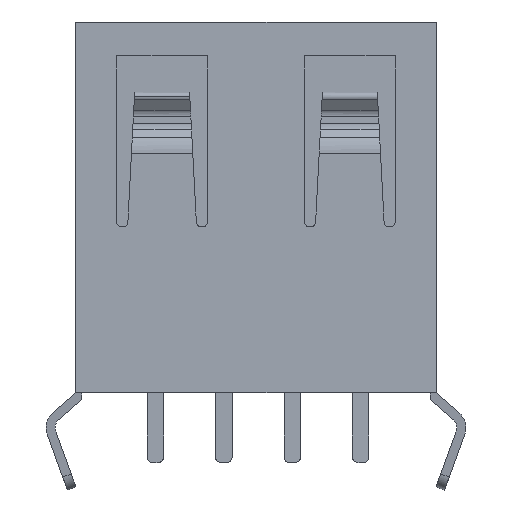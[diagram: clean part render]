
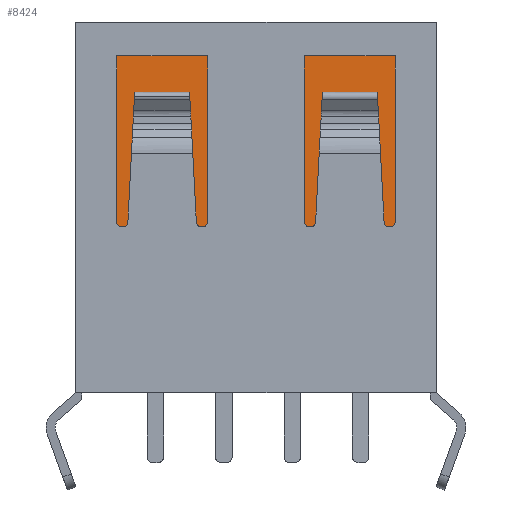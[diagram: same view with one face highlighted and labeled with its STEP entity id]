
A CAD part, front view. The second image highlights one B-rep face of the part: STEP entity #8424.
In plain terms, the highlighted planar face has unit normal (0, -1, 0).
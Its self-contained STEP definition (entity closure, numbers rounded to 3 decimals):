
#13 = ORIENTED_EDGE ( 'NONE', *, *, #7346, .T. ) ;
#332 = VERTEX_POINT ( 'NONE', #8693 ) ;
#554 = ORIENTED_EDGE ( 'NONE', *, *, #2008, .F. ) ;
#575 = VECTOR ( 'NONE', #820, 1000. ) ;
#820 = DIRECTION ( 'NONE',  ( 0., 0., -1. ) ) ;
#1069 = CARTESIAN_POINT ( 'NONE',  ( 5.328, -1.431, 17.559 ) ) ;
#1765 = VECTOR ( 'NONE', #8744, 1000. ) ;
#1794 = CARTESIAN_POINT ( 'NONE',  ( -5.36, -1.431, -4.275 ) ) ;
#1802 = EDGE_CURVE ( 'NONE', #7274, #3022, #5579, .T. ) ;
#1887 = LINE ( 'NONE', #7863, #4159 ) ;
#2008 = EDGE_CURVE ( 'NONE', #7274, #332, #1887, .T. ) ;
#2197 = EDGE_LOOP ( 'NONE', ( #554, #3023, #13, #7982 ) ) ;
#2792 = CARTESIAN_POINT ( 'NONE',  ( -5.36, -1.431, 17.559 ) ) ;
#2838 = DIRECTION ( 'NONE',  ( 0., 1., 0. ) ) ;
#3022 = VERTEX_POINT ( 'NONE', #1794 ) ;
#3023 = ORIENTED_EDGE ( 'NONE', *, *, #1802, .T. ) ;
#3609 = DIRECTION ( 'NONE',  ( 0., 0., 1. ) ) ;
#3810 = CARTESIAN_POINT ( 'NONE',  ( -5.36, -1.431, 6.775 ) ) ;
#3988 = CARTESIAN_POINT ( 'NONE',  ( -5.36, -1.431, -4.275 ) ) ;
#4159 = VECTOR ( 'NONE', #8518, 1000. ) ;
#5385 = EDGE_CURVE ( 'NONE', #332, #8475, #6317, .T. ) ;
#5420 = DIRECTION ( 'NONE',  ( 1., 0., 0. ) ) ;
#5579 = LINE ( 'NONE', #2792, #575 ) ;
#6313 = LINE ( 'NONE', #3988, #8919 ) ;
#6317 = LINE ( 'NONE', #1069, #1765 ) ;
#6984 = CARTESIAN_POINT ( 'NONE',  ( -5.36, -1.431, 17.559 ) ) ;
#7274 = VERTEX_POINT ( 'NONE', #3810 ) ;
#7346 = EDGE_CURVE ( 'NONE', #3022, #8475, #6313, .T. ) ;
#7483 = FACE_OUTER_BOUND ( 'NONE', #2197, .T. ) ;
#7863 = CARTESIAN_POINT ( 'NONE',  ( -5.36, -1.431, 6.775 ) ) ;
#7982 = ORIENTED_EDGE ( 'NONE', *, *, #5385, .F. ) ;
#8173 = AXIS2_PLACEMENT_3D ( 'NONE', #6984, #2838, #3609 ) ;
#8344 = CARTESIAN_POINT ( 'NONE',  ( 5.328, -1.431, -4.275 ) ) ;
#8404 = PLANE ( 'NONE',  #8173 ) ;
#8424 = ADVANCED_FACE ( 'NONE', ( #7483 ), #8404, .F. ) ;
#8475 = VERTEX_POINT ( 'NONE', #8344 ) ;
#8518 = DIRECTION ( 'NONE',  ( 1., 0., 0. ) ) ;
#8693 = CARTESIAN_POINT ( 'NONE',  ( 5.328, -1.431, 6.775 ) ) ;
#8744 = DIRECTION ( 'NONE',  ( 0., 0., -1. ) ) ;
#8919 = VECTOR ( 'NONE', #5420, 1000. ) ;
